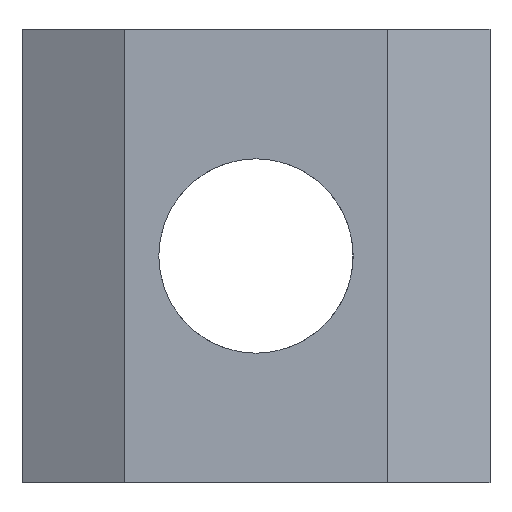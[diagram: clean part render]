
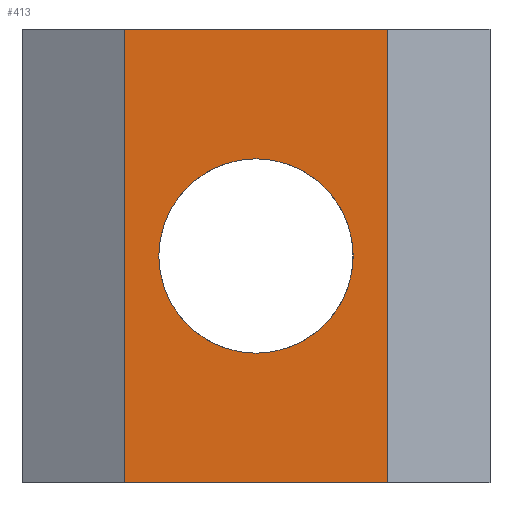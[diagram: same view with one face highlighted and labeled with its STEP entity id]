
A CAD part, front view. The second image highlights one B-rep face of the part: STEP entity #413.
In plain terms, the highlighted planar face has unit normal (0, -1, 0).
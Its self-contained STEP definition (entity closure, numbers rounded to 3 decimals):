
#47=FACE_BOUND('',#108,.T.);
#63=PLANE('',#460);
#89=FACE_OUTER_BOUND('',#107,.T.);
#107=EDGE_LOOP('',(#377,#378,#379,#380));
#108=EDGE_LOOP('',(#381,#382));
#132=LINE('',#673,#175);
#138=LINE('',#685,#181);
#155=LINE('',#718,#198);
#156=LINE('',#720,#199);
#175=VECTOR('',#535,10.);
#181=VECTOR('',#543,10.);
#198=VECTOR('',#576,10.);
#199=VECTOR('',#579,10.);
#200=CIRCLE('',#436,3.324);
#201=CIRCLE('',#437,3.324);
#205=VERTEX_POINT('',#618);
#206=VERTEX_POINT('',#619);
#225=VERTEX_POINT('',#670);
#226=VERTEX_POINT('',#672);
#231=VERTEX_POINT('',#684);
#239=VERTEX_POINT('',#716);
#240=EDGE_CURVE('',#205,#206,#200,.T.);
#241=EDGE_CURVE('',#206,#205,#201,.T.);
#267=EDGE_CURVE('',#226,#225,#132,.T.);
#273=EDGE_CURVE('',#226,#231,#138,.T.);
#290=EDGE_CURVE('',#225,#239,#155,.T.);
#291=EDGE_CURVE('',#231,#239,#156,.T.);
#377=ORIENTED_EDGE('',*,*,#267,.T.);
#378=ORIENTED_EDGE('',*,*,#290,.T.);
#379=ORIENTED_EDGE('',*,*,#291,.F.);
#380=ORIENTED_EDGE('',*,*,#273,.F.);
#381=ORIENTED_EDGE('',*,*,#240,.T.);
#382=ORIENTED_EDGE('',*,*,#241,.T.);
#413=ADVANCED_FACE('',(#89,#47),#63,.T.);
#436=AXIS2_PLACEMENT_3D('',#620,#487,#488);
#437=AXIS2_PLACEMENT_3D('',#621,#489,#490);
#460=AXIS2_PLACEMENT_3D('',#719,#577,#578);
#487=DIRECTION('center_axis',(0.,1.,0.));
#488=DIRECTION('ref_axis',(1.,0.,0.));
#489=DIRECTION('center_axis',(0.,1.,0.));
#490=DIRECTION('ref_axis',(1.,0.,0.));
#535=DIRECTION('',(1.,0.,0.));
#543=DIRECTION('',(0.,0.,1.));
#576=DIRECTION('',(0.,0.,1.));
#577=DIRECTION('center_axis',(0.,-1.,0.));
#578=DIRECTION('ref_axis',(1.,0.,0.));
#579=DIRECTION('',(1.,0.,0.));
#618=CARTESIAN_POINT('',(3.324,0.,7.75));
#619=CARTESIAN_POINT('',(-3.324,0.,7.75));
#620=CARTESIAN_POINT('Origin',(0.,0.,7.75));
#621=CARTESIAN_POINT('Origin',(0.,0.,7.75));
#670=CARTESIAN_POINT('',(4.5,0.,0.));
#672=CARTESIAN_POINT('',(-4.5,0.,0.));
#673=CARTESIAN_POINT('',(-4.5,0.,0.));
#684=CARTESIAN_POINT('',(-4.5,0.,15.5));
#685=CARTESIAN_POINT('',(-4.5,0.,0.));
#716=CARTESIAN_POINT('',(4.5,0.,15.5));
#718=CARTESIAN_POINT('',(4.5,0.,0.));
#719=CARTESIAN_POINT('Origin',(-4.5,0.,0.));
#720=CARTESIAN_POINT('',(-4.5,0.,15.5));
